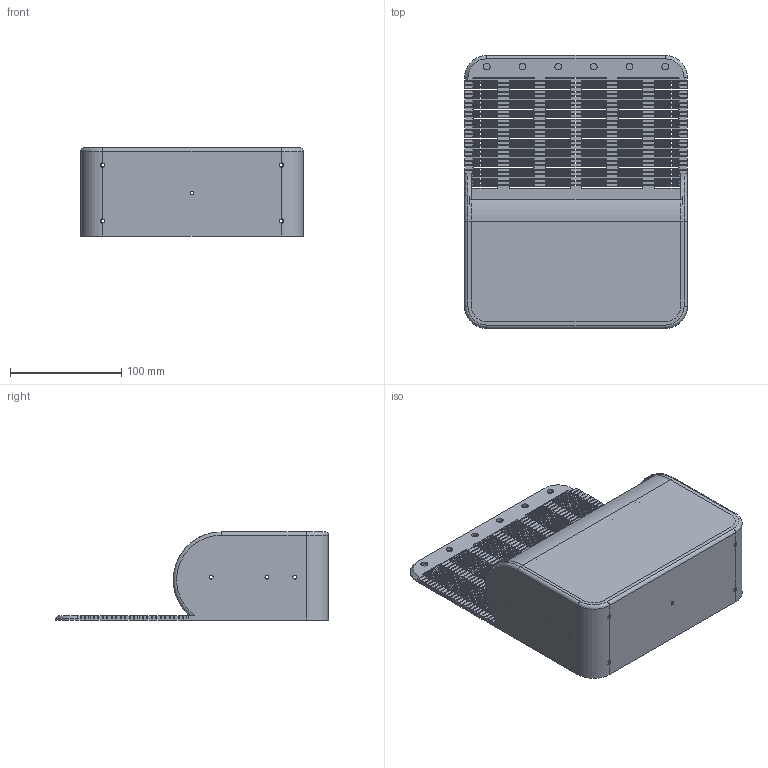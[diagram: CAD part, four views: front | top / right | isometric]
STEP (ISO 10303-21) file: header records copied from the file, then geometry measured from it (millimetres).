
FILE_DESCRIPTION(/* description */ ('STEP AP242','CAx-IF Rec.Pracs.---Representation and Presentation of Product Manufacturing Information (PMI)---4.0---2014-10-13','CAx-IF Rec.Pracs.---3D Tessellated Geometry---0.4---2014-09-14','2;1'),/* implementation_level */ '2;1');
FILE_NAME(/* name */ '67ca396f4ae9384a2d560637',/* time_stamp */ '2025-03-07T00:10:24Z',/* author */ (''),/* organization */ (''),/* preprocessor_version */ 'ST-DEVELOPER v20',/* originating_system */ 'ONSHAPE BY PTC INC, 1.194',/* authorisation */ ' ');
FILE_SCHEMA (('AP242_MANAGED_MODEL_BASED_3D_ENGINEERING_MIM_LF { 1 0 10303 442 1 1 4 }'));
Length unit declared in the file: metre
Products named in the file (2): Face Plate; Compartment
Bounding box: 200 x 245 x 79 mm (x, y, z)
Volume: 471470.2 mm3; surface area: 264946.8 mm2
Topology: 2 solids, 2 shells, 942 faces, 3007 edges, 2092 vertices
Faces by surface type: plane 510, cylinder 406, cone 14, torus 12
Entity records: 34653 total; most frequent: CARTESIAN_POINT 6111, DIRECTION 6057, ORIENTED_EDGE 6014, EDGE_CURVE 3007, AXIS2_PLACEMENT_3D 2118, VERTEX_POINT 2092, LINE 1821, VECTOR 1821
